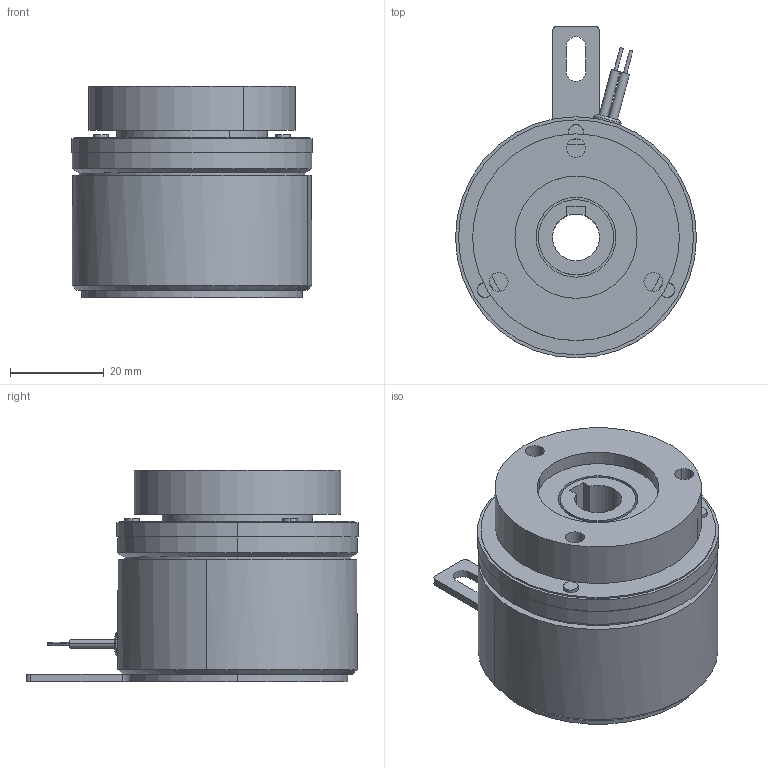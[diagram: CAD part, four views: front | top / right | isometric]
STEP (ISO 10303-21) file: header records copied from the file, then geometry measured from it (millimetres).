
FILE_DESCRIPTION (( 'STEP AP203' ), '1' );
FILE_NAME ('AMC 20_25161600_rev1.STEP', '2020-02-03T04:46:22', ( '' ), ( '' ), 'SwSTEP 2.0', 'SolidWorks 2018', '' );
FILE_SCHEMA (( 'CONFIG_CONTROL_DESIGN' ));
Length unit declared in the file: millimetre
Products named in the file (1): AMC 20_25161600_rev1
Bounding box: 51.3 x 70.65 x 45.1 mm (x, y, z)
Volume: 78698.5 mm3; surface area: 16223 mm2
Topology: 1 solids, 1 shells, 132 faces, 316 edges, 206 vertices
Faces by surface type: cylinder 81, plane 45, cone 6
Entity records: 4071 total; most frequent: DIRECTION 764, CARTESIAN_POINT 721, ORIENTED_EDGE 632, AXIS2_PLACEMENT_3D 317, EDGE_CURVE 316, VERTEX_POINT 206, CIRCLE 184, EDGE_LOOP 162
